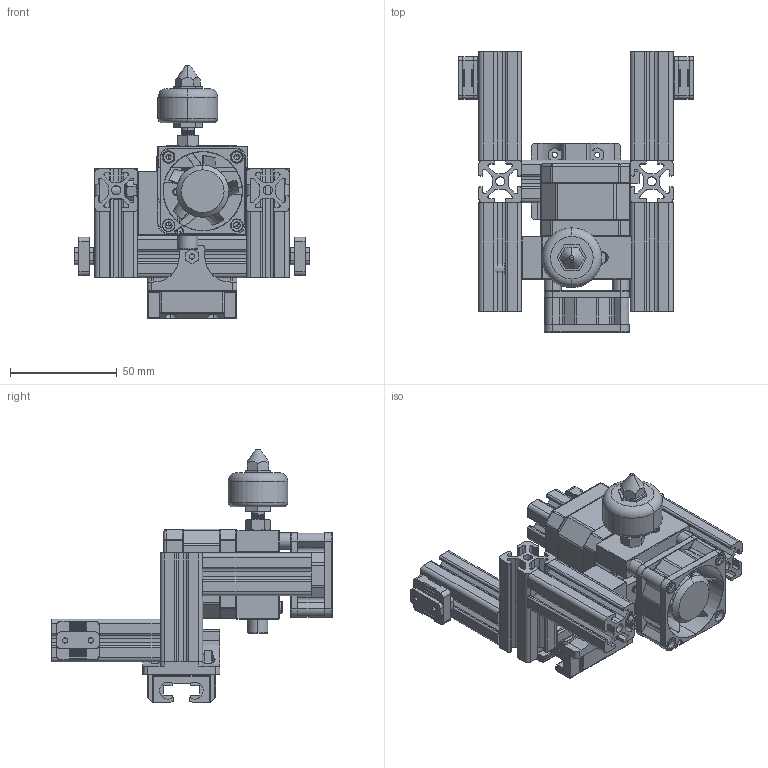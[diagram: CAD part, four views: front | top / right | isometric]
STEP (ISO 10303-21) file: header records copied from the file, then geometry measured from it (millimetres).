
FILE_DESCRIPTION(('CATIA V5 STEP Exchange'),'2;1');
FILE_NAME('ExtrusorPorta.stp','2015-08-03T20:32:09+00:00',('none'),('none'),'CATIA Version 5 Release 19 SP 2 (IN-10)','CATIA V5 STEP AP203','none');
FILE_SCHEMA(('CONFIG_CONTROL_DESIGN'));
Products named in the file (1): ExtrusorPorta
Assembly tree (16 placements, depth 2):
  ExtrusorPorta
    #58
    #43262
    #52136
    #55425  x2
    #60108  x4
    #60605  x7
Bounding box: 110 x 131.93 x 118.8 mm (x, y, z)
Volume: 91215.4 mm3; surface area: 122379.9 mm2
Topology: 17 solids, 62 shells, 2468 faces, 7164 edges, 4770 vertices
Faces by surface type: cylinder 987, plane 941, bspline 307, torus 135, cone 90, sphere 8
Entity records: 62201 total; most frequent: CARTESIAN_POINT 20741, ORIENTED_EDGE 9418, DIRECTION 6301, EDGE_CURVE 5273, VERTEX_POINT 3522, AXIS2_PLACEMENT_3D 2589, VECTOR 2291, LINE 2291
